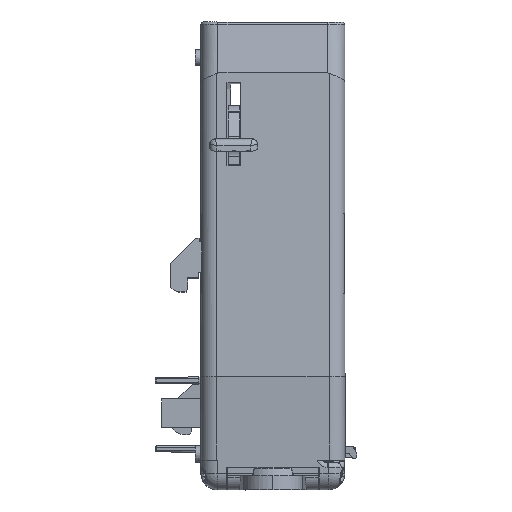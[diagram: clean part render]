
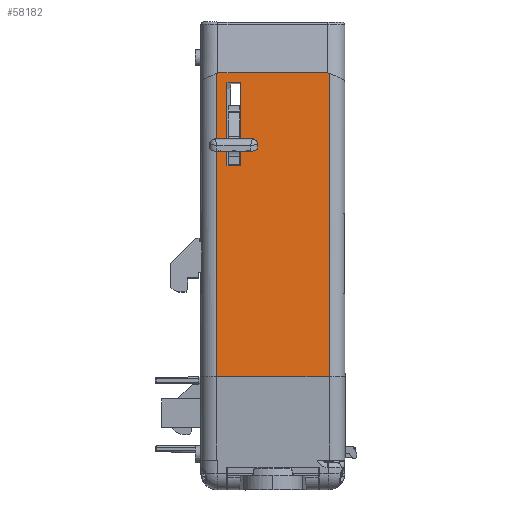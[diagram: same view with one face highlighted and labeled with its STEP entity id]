
A CAD part, front view. The second image highlights one B-rep face of the part: STEP entity #58182.
In plain terms, the highlighted planar face has unit normal (0, -0.999, 0.044).
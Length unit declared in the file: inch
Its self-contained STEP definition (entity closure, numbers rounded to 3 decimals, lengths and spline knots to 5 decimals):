
#1189 = VECTOR ( 'NONE', #32585, 39.37008 ) ;
#2838 = CARTESIAN_POINT ( 'NONE',  ( -0.27027, -1.84537, -0.2704 ) ) ;
#3125 = ORIENTED_EDGE ( 'NONE', *, *, #54674, .F. ) ;
#9251 = ORIENTED_EDGE ( 'NONE', *, *, #175864, .F. ) ;
#11637 = EDGE_CURVE ( 'NONE', #146323, #96414, #165939, .T. ) ;
#12789 = EDGE_LOOP ( 'NONE', ( #27729, #160763, #35465, #170979 ) ) ;
#15218 = EDGE_CURVE ( 'NONE', #146323, #142666, #81948, .T. ) ;
#15297 = VERTEX_POINT ( 'NONE', #99300 ) ;
#17529 = B_SPLINE_CURVE_WITH_KNOTS ( 'NONE', 3,
 ( #60901, #180939, #135346, #149900 ),
 .UNSPECIFIED., .F., .F.,
 ( 4, 4 ),
 ( 0., 1. ),
 .UNSPECIFIED. ) ;
#23018 = CARTESIAN_POINT ( 'NONE',  ( 0.50162, -1.84545, -0.27225 ) ) ;
#25769 = VERTEX_POINT ( 'NONE', #40728 ) ;
#25772 = FACE_OUTER_BOUND ( 'NONE', #77321, .T. ) ;
#27729 = ORIENTED_EDGE ( 'NONE', *, *, #91953, .T. ) ;
#28077 = EDGE_CURVE ( 'NONE', #101424, #104760, #161325, .T. ) ;
#29780 = CARTESIAN_POINT ( 'NONE',  ( 0.61162, -1.93743, -2.379 ) ) ;
#32585 = DIRECTION ( 'NONE',  ( 1., 0., 0. ) ) ;
#34378 = VECTOR ( 'NONE', #70060, 39.37008 ) ;
#35465 = ORIENTED_EDGE ( 'NONE', *, *, #28077, .T. ) ;
#35787 = CARTESIAN_POINT ( 'NONE',  ( -0.27568, -1.8454, -0.27102 ) ) ;
#39112 = B_SPLINE_CURVE_WITH_KNOTS ( 'NONE', 3,
 ( #185640, #35787, #186301, #95837 ),
 .UNSPECIFIED., .F., .F.,
 ( 4, 4 ),
 ( 0., 1. ),
 .UNSPECIFIED. ) ;
#40345 = ORIENTED_EDGE ( 'NONE', *, *, #11637, .F. ) ;
#40555 = DIRECTION ( 'NONE',  ( -1., 0., 0. ) ) ;
#40728 = CARTESIAN_POINT ( 'NONE',  ( 0.49351, -1.84537, -0.2704 ) ) ;
#40885 = VECTOR ( 'NONE', #68435, 39.37008 ) ;
#42909 = DIRECTION ( 'NONE',  ( 0., -0.999, 0.044 ) ) ;
#44027 = VECTOR ( 'NONE', #185863, 39.37008 ) ;
#47841 = ORIENTED_EDGE ( 'NONE', *, *, #180818, .T. ) ;
#54674 = EDGE_CURVE ( 'NONE', #96414, #188241, #56260, .T. ) ;
#55526 = LINE ( 'NONE', #185564, #34378 ) ;
#56260 = LINE ( 'NONE', #63509, #119997 ) ;
#58182 = ADVANCED_FACE ( 'NONE', ( #25772, #146048 ), #178826, .T. ) ;
#58464 = CARTESIAN_POINT ( 'NONE',  ( -0.1115, -1.84826, -0.33664 ) ) ;
#60901 = CARTESIAN_POINT ( 'NONE',  ( 0.50162, -1.84545, -0.27225 ) ) ;
#61344 = CARTESIAN_POINT ( 'NONE',  ( -0.27838, -1.93743, -2.379 ) ) ;
#63509 = CARTESIAN_POINT ( 'NONE',  ( -0.27838, -1.97175, -3.16491 ) ) ;
#67364 = CARTESIAN_POINT ( 'NONE',  ( -0.27838, -1.84545, -0.27225 ) ) ;
#67532 = VERTEX_POINT ( 'NONE', #58464 ) ;
#68435 = DIRECTION ( 'NONE',  ( 0., 0.044, 0.999 ) ) ;
#70009 = CARTESIAN_POINT ( 'NONE',  ( -0.2074, -1.84826, -0.33664 ) ) ;
#70060 = DIRECTION ( 'NONE',  ( -1., 0., 0. ) ) ;
#73968 = CARTESIAN_POINT ( 'NONE',  ( 5.65427, -1.84537, -0.2704 ) ) ;
#77321 = EDGE_LOOP ( 'NONE', ( #40345, #151787, #47841, #113021, #9251, #3125 ) ) ;
#77356 = EDGE_CURVE ( 'NONE', #15297, #101424, #105831, .T. ) ;
#81948 = LINE ( 'NONE', #170600, #44027 ) ;
#84456 = AXIS2_PLACEMENT_3D ( 'NONE', #73968, #42909, #92453 ) ;
#86169 = LINE ( 'NONE', #165906, #1189 ) ;
#91701 = VECTOR ( 'NONE', #40555, 39.37008 ) ;
#91953 = EDGE_CURVE ( 'NONE', #67532, #15297, #192228, .T. ) ;
#92453 = DIRECTION ( 'NONE',  ( 0., -0.044, -0.999 ) ) ;
#95837 = CARTESIAN_POINT ( 'NONE',  ( -0.27027, -1.84537, -0.2704 ) ) ;
#96414 = VERTEX_POINT ( 'NONE', #61344 ) ;
#97234 = CARTESIAN_POINT ( 'NONE',  ( 0.50162, -1.93743, -2.379 ) ) ;
#99300 = CARTESIAN_POINT ( 'NONE',  ( -0.1115, -1.87354, -0.91565 ) ) ;
#101424 = VERTEX_POINT ( 'NONE', #166319 ) ;
#102262 = CARTESIAN_POINT ( 'NONE',  ( -0.1115, -1.84537, -0.2704 ) ) ;
#104760 = VERTEX_POINT ( 'NONE', #70009 ) ;
#105831 = LINE ( 'NONE', #132171, #91701 ) ;
#112580 = CARTESIAN_POINT ( 'NONE',  ( -0.2074, -1.84537, -0.2704 ) ) ;
#113021 = ORIENTED_EDGE ( 'NONE', *, *, #168336, .T. ) ;
#119997 = VECTOR ( 'NONE', #172907, 39.37008 ) ;
#132171 = CARTESIAN_POINT ( 'NONE',  ( 5.65427, -1.87354, -0.91565 ) ) ;
#135346 = CARTESIAN_POINT ( 'NONE',  ( 0.49622, -1.84537, -0.2704 ) ) ;
#137186 = DIRECTION ( 'NONE',  ( -1., 0., 0. ) ) ;
#142666 = VERTEX_POINT ( 'NONE', #23018 ) ;
#146048 = FACE_BOUND ( 'NONE', #12789, .T. ) ;
#146323 = VERTEX_POINT ( 'NONE', #97234 ) ;
#146842 = VECTOR ( 'NONE', #137186, 39.37008 ) ;
#149900 = CARTESIAN_POINT ( 'NONE',  ( 0.49351, -1.84537, -0.2704 ) ) ;
#151787 = ORIENTED_EDGE ( 'NONE', *, *, #15218, .T. ) ;
#152769 = VERTEX_POINT ( 'NONE', #2838 ) ;
#160763 = ORIENTED_EDGE ( 'NONE', *, *, #77356, .T. ) ;
#161325 = LINE ( 'NONE', #112580, #40885 ) ;
#165906 = CARTESIAN_POINT ( 'NONE',  ( 5.65427, -1.84826, -0.33664 ) ) ;
#165939 = LINE ( 'NONE', #29780, #146842 ) ;
#166319 = CARTESIAN_POINT ( 'NONE',  ( -0.2074, -1.87354, -0.91565 ) ) ;
#168336 = EDGE_CURVE ( 'NONE', #25769, #152769, #55526, .T. ) ;
#170600 = CARTESIAN_POINT ( 'NONE',  ( 0.50162, -1.84537, -0.2704 ) ) ;
#170979 = ORIENTED_EDGE ( 'NONE', *, *, #188933, .T. ) ;
#172907 = DIRECTION ( 'NONE',  ( 0., 0.044, 0.999 ) ) ;
#175864 = EDGE_CURVE ( 'NONE', #188241, #152769, #39112, .T. ) ;
#178826 = PLANE ( 'NONE',  #84456 ) ;
#180818 = EDGE_CURVE ( 'NONE', #142666, #25769, #17529, .T. ) ;
#180939 = CARTESIAN_POINT ( 'NONE',  ( 0.49892, -1.8454, -0.27102 ) ) ;
#185564 = CARTESIAN_POINT ( 'NONE',  ( 5.65427, -1.84537, -0.2704 ) ) ;
#185640 = CARTESIAN_POINT ( 'NONE',  ( -0.27838, -1.84545, -0.27225 ) ) ;
#185863 = DIRECTION ( 'NONE',  ( 0., 0.044, 0.999 ) ) ;
#186301 = CARTESIAN_POINT ( 'NONE',  ( -0.27297, -1.84537, -0.2704 ) ) ;
#188241 = VERTEX_POINT ( 'NONE', #67364 ) ;
#188933 = EDGE_CURVE ( 'NONE', #104760, #67532, #86169, .T. ) ;
#189948 = VECTOR ( 'NONE', #195380, 39.37008 ) ;
#192228 = LINE ( 'NONE', #102262, #189948 ) ;
#195380 = DIRECTION ( 'NONE',  ( 0., -0.044, -0.999 ) ) ;
